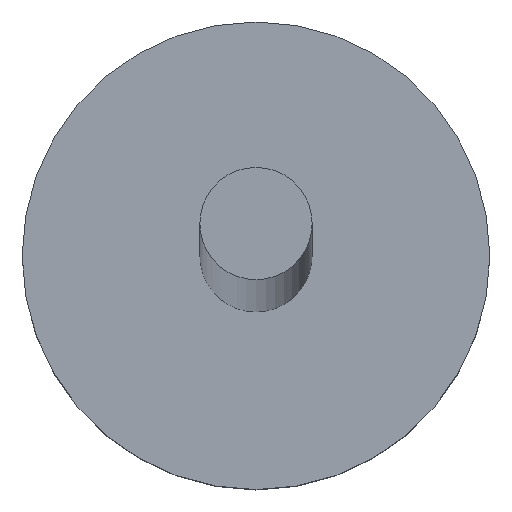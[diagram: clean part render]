
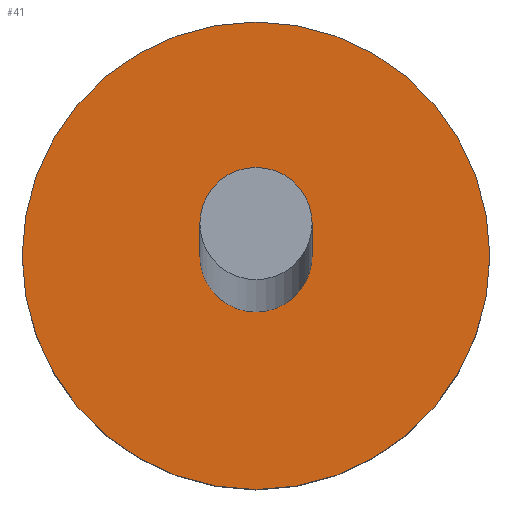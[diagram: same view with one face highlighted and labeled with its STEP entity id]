
A CAD part, top view. The second image highlights one B-rep face of the part: STEP entity #41.
In plain terms, the highlighted planar face has unit normal (0, 0, 1).
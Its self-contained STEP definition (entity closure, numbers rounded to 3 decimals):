
#1 = EDGE_CURVE ( 'NONE', #127, #232, #187, .T. ) ;
#5 = CIRCLE ( 'NONE', #230, 0.3 ) ;
#9 = DIRECTION ( 'NONE',  ( 0., 0., 1. ) ) ;
#17 = DIRECTION ( 'NONE',  ( 0., 0., 1. ) ) ;
#23 = CIRCLE ( 'NONE', #118, 1.25 ) ;
#35 = VERTEX_POINT ( 'NONE', #179 ) ;
#37 = DIRECTION ( 'NONE',  ( 0., 0., 1. ) ) ;
#38 = EDGE_CURVE ( 'NONE', #35, #207, #5, .T. ) ;
#41 = ADVANCED_FACE ( 'NONE', ( #165, #104 ), #89, .T. ) ;
#47 = DIRECTION ( 'NONE',  ( 1., 0., 0. ) ) ;
#50 = AXIS2_PLACEMENT_3D ( 'NONE', #210, #37, #116 ) ;
#67 = EDGE_CURVE ( 'NONE', #232, #127, #23, .T. ) ;
#74 = CARTESIAN_POINT ( 'NONE',  ( 0., 0., 1.2 ) ) ;
#80 = EDGE_LOOP ( 'NONE', ( #229, #170 ) ) ;
#89 = PLANE ( 'NONE',  #250 ) ;
#92 = ORIENTED_EDGE ( 'NONE', *, *, #193, .F. ) ;
#94 = CARTESIAN_POINT ( 'NONE',  ( -1.25, 0., 1.2 ) ) ;
#100 = CARTESIAN_POINT ( 'NONE',  ( 0., 0., 1.2 ) ) ;
#104 = FACE_OUTER_BOUND ( 'NONE', #80, .T. ) ;
#110 = DIRECTION ( 'NONE',  ( 1., 0., 0. ) ) ;
#116 = DIRECTION ( 'NONE',  ( 1., 0., 0. ) ) ;
#118 = AXIS2_PLACEMENT_3D ( 'NONE', #178, #140, #47 ) ;
#119 = DIRECTION ( 'NONE',  ( 1., 0., 0. ) ) ;
#127 = VERTEX_POINT ( 'NONE', #199 ) ;
#128 = ORIENTED_EDGE ( 'NONE', *, *, #38, .F. ) ;
#140 = DIRECTION ( 'NONE',  ( 0., 0., 1. ) ) ;
#154 = EDGE_LOOP ( 'NONE', ( #128, #92 ) ) ;
#165 = FACE_BOUND ( 'NONE', #154, .T. ) ;
#170 = ORIENTED_EDGE ( 'NONE', *, *, #1, .T. ) ;
#178 = CARTESIAN_POINT ( 'NONE',  ( 0., 0., 1.2 ) ) ;
#179 = CARTESIAN_POINT ( 'NONE',  ( -0.3, 0., 1.2 ) ) ;
#187 = CIRCLE ( 'NONE', #50, 1.25 ) ;
#193 = EDGE_CURVE ( 'NONE', #207, #35, #216, .T. ) ;
#199 = CARTESIAN_POINT ( 'NONE',  ( 1.25, 0., 1.2 ) ) ;
#207 = VERTEX_POINT ( 'NONE', #238 ) ;
#210 = CARTESIAN_POINT ( 'NONE',  ( 0., 0., 1.2 ) ) ;
#216 = CIRCLE ( 'NONE', #220, 0.3 ) ;
#220 = AXIS2_PLACEMENT_3D ( 'NONE', #228, #17, #110 ) ;
#228 = CARTESIAN_POINT ( 'NONE',  ( 0., 0., 1.2 ) ) ;
#229 = ORIENTED_EDGE ( 'NONE', *, *, #67, .T. ) ;
#230 = AXIS2_PLACEMENT_3D ( 'NONE', #100, #9, #119 ) ;
#232 = VERTEX_POINT ( 'NONE', #94 ) ;
#238 = CARTESIAN_POINT ( 'NONE',  ( 0.3, 0., 1.2 ) ) ;
#241 = DIRECTION ( 'NONE',  ( 0., 0., 1. ) ) ;
#246 = DIRECTION ( 'NONE',  ( 1., 0., 0. ) ) ;
#250 = AXIS2_PLACEMENT_3D ( 'NONE', #74, #241, #246 ) ;
